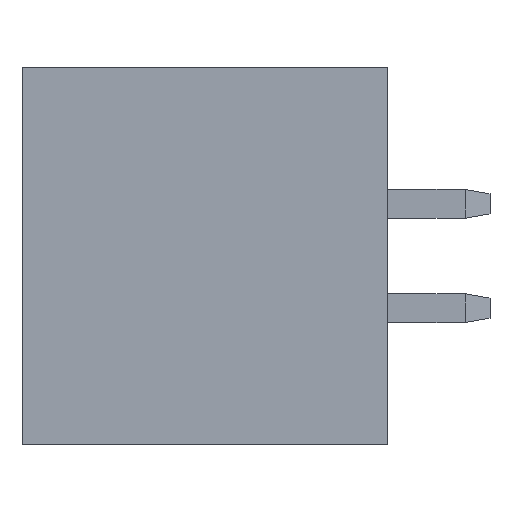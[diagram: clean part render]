
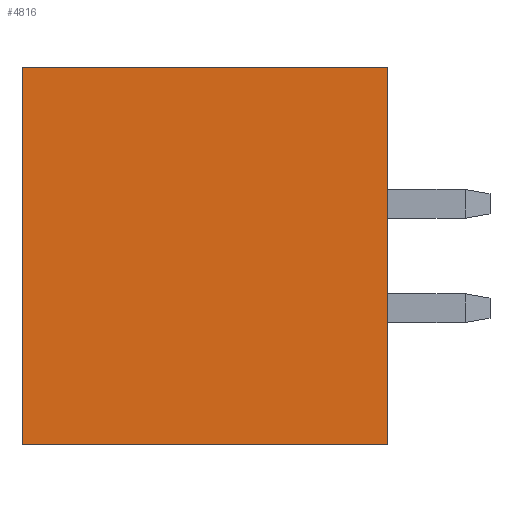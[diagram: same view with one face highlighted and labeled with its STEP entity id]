
A CAD part, left-side view. The second image highlights one B-rep face of the part: STEP entity #4816.
In plain terms, the highlighted planar face has unit normal (-1, 0, 0).
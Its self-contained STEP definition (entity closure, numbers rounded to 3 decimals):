
#23 = VECTOR ( 'NONE', #1855, 1000. ) ;
#654 = FACE_OUTER_BOUND ( 'NONE', #5159, .T. ) ;
#688 = DIRECTION ( 'NONE',  ( 0., 0., 1. ) ) ;
#1245 = VERTEX_POINT ( 'NONE', #4951 ) ;
#1360 = CARTESIAN_POINT ( 'NONE',  ( 0., 8.9, 0. ) ) ;
#1855 = DIRECTION ( 'NONE',  ( 0., -1., 0. ) ) ;
#2364 = LINE ( 'NONE', #5416, #6789 ) ;
#2411 = PLANE ( 'NONE',  #3972 ) ;
#3058 = CARTESIAN_POINT ( 'NONE',  ( 0., 8.9, -9.2 ) ) ;
#3439 = EDGE_CURVE ( 'NONE', #1245, #5610, #2364, .T. ) ;
#3833 = ORIENTED_EDGE ( 'NONE', *, *, #4985, .T. ) ;
#3895 = VECTOR ( 'NONE', #5617, 1000. ) ;
#3972 = AXIS2_PLACEMENT_3D ( 'NONE', #3058, #6722, #4160 ) ;
#3975 = ORIENTED_EDGE ( 'NONE', *, *, #3439, .F. ) ;
#4126 = EDGE_CURVE ( 'NONE', #5024, #7041, #4265, .T. ) ;
#4160 = DIRECTION ( 'NONE',  ( 0., 0., -1. ) ) ;
#4201 = LINE ( 'NONE', #5384, #23 ) ;
#4265 = LINE ( 'NONE', #4967, #3895 ) ;
#4816 = ADVANCED_FACE ( 'NONE', ( #654 ), #2411, .F. ) ;
#4951 = CARTESIAN_POINT ( 'NONE',  ( 0., 8.9, -9.2 ) ) ;
#4967 = CARTESIAN_POINT ( 'NONE',  ( 0., 0., -9.2 ) ) ;
#4984 = EDGE_CURVE ( 'NONE', #5610, #7041, #4201, .T. ) ;
#4985 = EDGE_CURVE ( 'NONE', #1245, #5024, #6644, .T. ) ;
#5024 = VERTEX_POINT ( 'NONE', #7201 ) ;
#5159 = EDGE_LOOP ( 'NONE', ( #5880, #5198, #3975, #3833 ) ) ;
#5198 = ORIENTED_EDGE ( 'NONE', *, *, #4984, .F. ) ;
#5384 = CARTESIAN_POINT ( 'NONE',  ( 0., 8.9, 0. ) ) ;
#5416 = CARTESIAN_POINT ( 'NONE',  ( 0., 8.9, -9.2 ) ) ;
#5610 = VERTEX_POINT ( 'NONE', #1360 ) ;
#5617 = DIRECTION ( 'NONE',  ( 0., 0., 1. ) ) ;
#5880 = ORIENTED_EDGE ( 'NONE', *, *, #4126, .T. ) ;
#6644 = LINE ( 'NONE', #7920, #7184 ) ;
#6722 = DIRECTION ( 'NONE',  ( 1., 0., 0. ) ) ;
#6789 = VECTOR ( 'NONE', #688, 1000. ) ;
#6801 = CARTESIAN_POINT ( 'NONE',  ( 0., 0., 0. ) ) ;
#7041 = VERTEX_POINT ( 'NONE', #6801 ) ;
#7184 = VECTOR ( 'NONE', #7282, 1000. ) ;
#7201 = CARTESIAN_POINT ( 'NONE',  ( 0., 0., -9.2 ) ) ;
#7282 = DIRECTION ( 'NONE',  ( 0., -1., 0. ) ) ;
#7920 = CARTESIAN_POINT ( 'NONE',  ( 0., 8.9, -9.2 ) ) ;
